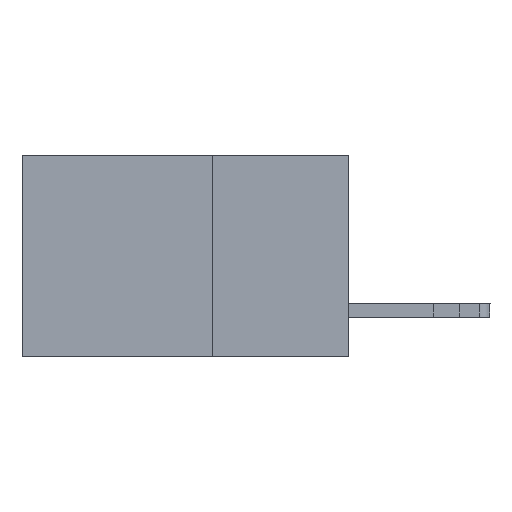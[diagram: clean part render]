
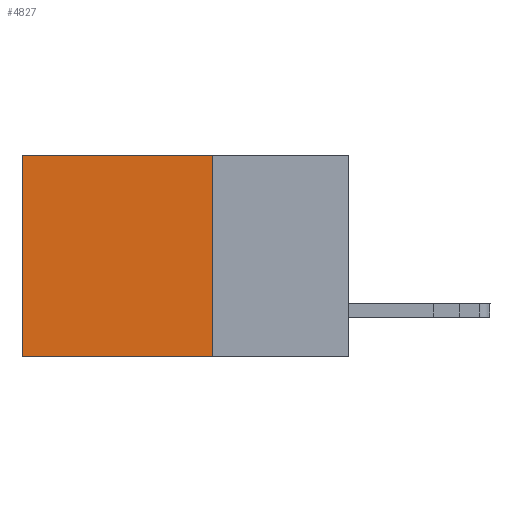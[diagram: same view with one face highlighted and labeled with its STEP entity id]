
A CAD part, left-side view. The second image highlights one B-rep face of the part: STEP entity #4827.
In plain terms, the highlighted planar face has unit normal (-1, 0, 0).
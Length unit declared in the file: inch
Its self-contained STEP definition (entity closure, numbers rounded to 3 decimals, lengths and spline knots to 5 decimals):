
#1205 = DIRECTION ( 'NONE',  ( 1., 0., 0. ) ) ;
#1386 = EDGE_CURVE ( 'NONE', #2407, #17063, #13498, .T. ) ;
#1780 = ORIENTED_EDGE ( 'NONE', *, *, #1386, .F. ) ;
#1847 = EDGE_CURVE ( 'NONE', #2407, #21002, #15034, .T. ) ;
#2083 = CARTESIAN_POINT ( 'NONE',  ( 0.2615, 0.6, -0.37 ) ) ;
#2407 = VERTEX_POINT ( 'NONE', #14088 ) ;
#2988 = LINE ( 'NONE', #21947, #7517 ) ;
#3317 = VECTOR ( 'NONE', #6565, 39.37008 ) ;
#3522 = CARTESIAN_POINT ( 'NONE',  ( 0.2615, 0.6, -0.37 ) ) ;
#3758 = AXIS2_PLACEMENT_3D ( 'NONE', #6002, #1205, #19682 ) ;
#4682 = VECTOR ( 'NONE', #10649, 39.37008 ) ;
#4782 = CARTESIAN_POINT ( 'NONE',  ( 0.2615, 0.6, 0. ) ) ;
#4827 = ADVANCED_FACE ( 'NONE', ( #20756 ), #11338, .F. ) ;
#5733 = ORIENTED_EDGE ( 'NONE', *, *, #19720, .T. ) ;
#6002 = CARTESIAN_POINT ( 'NONE',  ( 0.2615, 0.25, -0.37 ) ) ;
#6257 = VERTEX_POINT ( 'NONE', #3522 ) ;
#6565 = DIRECTION ( 'NONE',  ( 0., 1., 0. ) ) ;
#7517 = VECTOR ( 'NONE', #20604, 39.37008 ) ;
#9863 = EDGE_LOOP ( 'NONE', ( #5733, #11755, #1780, #16752 ) ) ;
#10055 = VECTOR ( 'NONE', #20187, 39.37008 ) ;
#10166 = CARTESIAN_POINT ( 'NONE',  ( 0.2615, 0.25, -0.37 ) ) ;
#10649 = DIRECTION ( 'NONE',  ( 0., 0., -1. ) ) ;
#11338 = PLANE ( 'NONE',  #3758 ) ;
#11755 = ORIENTED_EDGE ( 'NONE', *, *, #21128, .F. ) ;
#13382 = CARTESIAN_POINT ( 'NONE',  ( 0.2615, 0.25, -0.37 ) ) ;
#13498 = LINE ( 'NONE', #13382, #10055 ) ;
#14088 = CARTESIAN_POINT ( 'NONE',  ( 0.2615, 0.25, 0. ) ) ;
#14328 = LINE ( 'NONE', #2083, #4682 ) ;
#15034 = LINE ( 'NONE', #15367, #3317 ) ;
#15367 = CARTESIAN_POINT ( 'NONE',  ( 0.2615, 0.25, 0. ) ) ;
#16752 = ORIENTED_EDGE ( 'NONE', *, *, #1847, .T. ) ;
#17063 = VERTEX_POINT ( 'NONE', #10166 ) ;
#19682 = DIRECTION ( 'NONE',  ( 0., 0., -1. ) ) ;
#19720 = EDGE_CURVE ( 'NONE', #21002, #6257, #14328, .T. ) ;
#20187 = DIRECTION ( 'NONE',  ( 0., 0., -1. ) ) ;
#20604 = DIRECTION ( 'NONE',  ( 0., 1., 0. ) ) ;
#20756 = FACE_OUTER_BOUND ( 'NONE', #9863, .T. ) ;
#21002 = VERTEX_POINT ( 'NONE', #4782 ) ;
#21128 = EDGE_CURVE ( 'NONE', #17063, #6257, #2988, .T. ) ;
#21947 = CARTESIAN_POINT ( 'NONE',  ( 0.2615, 0.25, -0.37 ) ) ;
